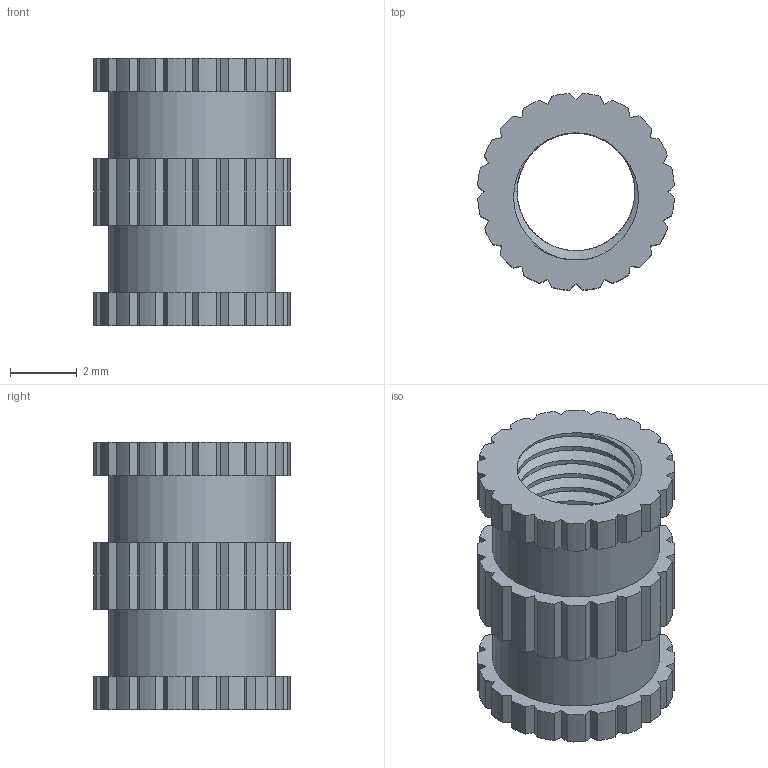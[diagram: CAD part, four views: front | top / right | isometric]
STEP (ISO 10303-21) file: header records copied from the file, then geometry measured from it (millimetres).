
FILE_DESCRIPTION(/* description */ (''),/* implementation_level */ '2;1');
FILE_NAME(/* name */ 'M4x8x6-Brass v5.step',/* time_stamp */ '2022-07-01T15:19:47-07:00',/* author */ (''),/* organization */ (''),/* preprocessor_version */ 'ST-DEVELOPER v19',/* originating_system */ 'Autodesk Translation Framework v11.7.0.108',/* authorisation */ '');
FILE_SCHEMA (('AUTOMOTIVE_DESIGN { 1 0 10303 214 3 1 1 }'));
Length unit declared in the file: millimetre
Products named in the file (1): M4x8x6-Brass
Bounding box: 5.89 x 5.89 x 8 mm (x, y, z)
Volume: 95.9 mm3; surface area: 364.4 mm2
Topology: 1 solids, 1 shells, 224 faces, 654 edges, 436 vertices
Faces by surface type: plane 126, cylinder 96, bspline 2
Full cylindrical faces by diameter (mm): 3.529 x8, 4.086 x4, 5 x2
Entity records: 9484 total; most frequent: CARTESIAN_POINT 3519, ORIENTED_EDGE 1308, DIRECTION 1156, EDGE_CURVE 654, LINE 454, VECTOR 454, VERTEX_POINT 436, AXIS2_PLACEMENT_3D 351
